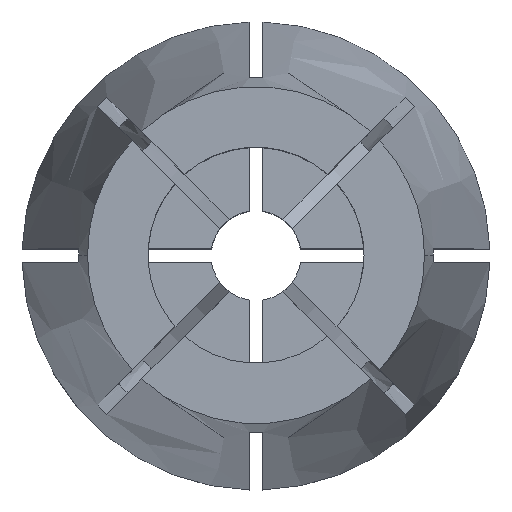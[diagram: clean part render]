
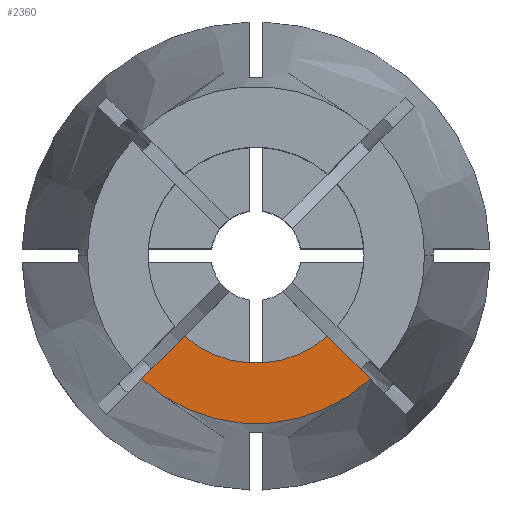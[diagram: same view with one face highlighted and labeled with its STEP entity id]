
A CAD part, top view. The second image highlights one B-rep face of the part: STEP entity #2360.
In plain terms, the highlighted planar face has unit normal (0, 0, 1).
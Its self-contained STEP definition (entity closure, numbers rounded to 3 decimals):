
#105 = CARTESIAN_POINT ( 'NONE',  ( 0., 0., 0. ) ) ;
#113 = DIRECTION ( 'NONE',  ( -1., 0., 0. ) ) ;
#167 = CIRCLE ( 'NONE', #2373, 6. ) ;
#197 = CARTESIAN_POINT ( 'NONE',  ( -0.265, -0.265, 0. ) ) ;
#198 = EDGE_CURVE ( 'NONE', #990, #1523, #1714, .T. ) ;
#231 = LINE ( 'NONE', #287, #2161 ) ;
#287 = CARTESIAN_POINT ( 'NONE',  ( 0.265, -0.265, 0. ) ) ;
#371 = DIRECTION ( 'NONE',  ( 1., 0., 0. ) ) ;
#418 = DIRECTION ( 'NONE',  ( -0.707, 0.707, 0. ) ) ;
#640 = DIRECTION ( 'NONE',  ( 0., 0., -1. ) ) ;
#708 = CARTESIAN_POINT ( 'NONE',  ( -3.969, -4.5, 0. ) ) ;
#754 = DIRECTION ( 'NONE',  ( 0., 0., 1. ) ) ;
#990 = VERTEX_POINT ( 'NONE', #3384 ) ;
#1032 = PLANE ( 'NONE',  #2073 ) ;
#1151 = ORIENTED_EDGE ( 'NONE', *, *, #1214, .F. ) ;
#1214 = EDGE_CURVE ( 'NONE', #2127, #1523, #167, .T. ) ;
#1451 = EDGE_LOOP ( 'NONE', ( #2581, #2594, #3253, #1151 ) ) ;
#1523 = VERTEX_POINT ( 'NONE', #2361 ) ;
#1586 = VECTOR ( 'NONE', #418, 1000. ) ;
#1714 = LINE ( 'NONE', #197, #1586 ) ;
#1756 = CIRCLE ( 'NONE', #2521, 9.36 ) ;
#1864 = DIRECTION ( 'NONE',  ( 0., 0., 1. ) ) ;
#1865 = CARTESIAN_POINT ( 'NONE',  ( -6.348, -6.879, 0. ) ) ;
#1895 = FACE_OUTER_BOUND ( 'NONE', #1451, .T. ) ;
#2048 = CARTESIAN_POINT ( 'NONE',  ( 0., 0., 0. ) ) ;
#2073 = AXIS2_PLACEMENT_3D ( 'NONE', #2048, #640, #113 ) ;
#2127 = VERTEX_POINT ( 'NONE', #708 ) ;
#2138 = CARTESIAN_POINT ( 'NONE',  ( 0., 0., 0. ) ) ;
#2161 = VECTOR ( 'NONE', #3092, 1000. ) ;
#2360 = ADVANCED_FACE ( 'NONE', ( #1895 ), #1032, .F. ) ;
#2361 = CARTESIAN_POINT ( 'NONE',  ( 3.969, -4.5, 0. ) ) ;
#2373 = AXIS2_PLACEMENT_3D ( 'NONE', #105, #1864, #2379 ) ;
#2379 = DIRECTION ( 'NONE',  ( 1., 0., 0. ) ) ;
#2521 = AXIS2_PLACEMENT_3D ( 'NONE', #2138, #754, #371 ) ;
#2581 = ORIENTED_EDGE ( 'NONE', *, *, #3188, .F. ) ;
#2594 = ORIENTED_EDGE ( 'NONE', *, *, #2671, .T. ) ;
#2671 = EDGE_CURVE ( 'NONE', #2684, #990, #1756, .T. ) ;
#2684 = VERTEX_POINT ( 'NONE', #1865 ) ;
#3092 = DIRECTION ( 'NONE',  ( 0.707, 0.707, 0. ) ) ;
#3188 = EDGE_CURVE ( 'NONE', #2684, #2127, #231, .T. ) ;
#3253 = ORIENTED_EDGE ( 'NONE', *, *, #198, .T. ) ;
#3384 = CARTESIAN_POINT ( 'NONE',  ( 6.348, -6.879, 0. ) ) ;
